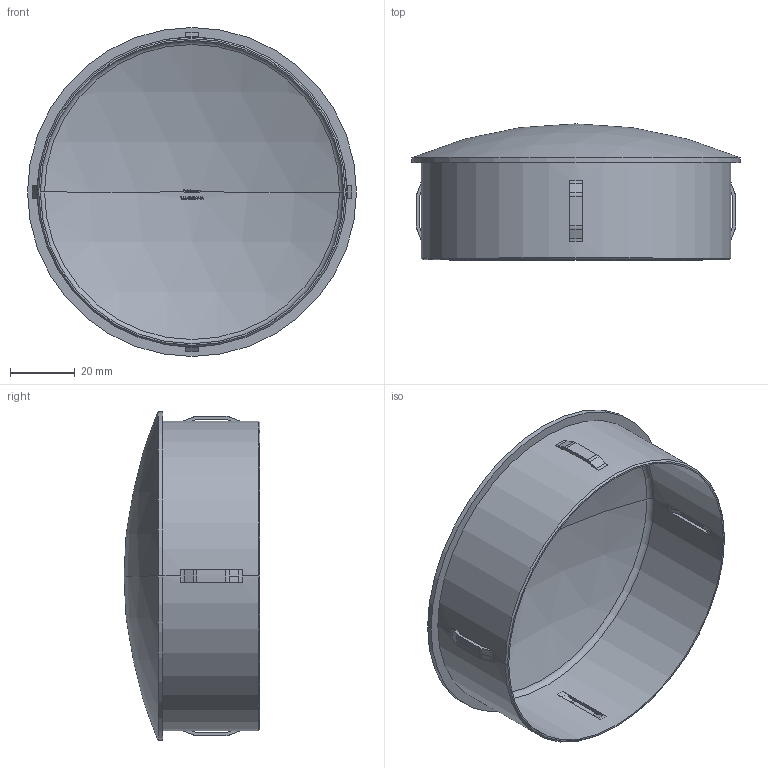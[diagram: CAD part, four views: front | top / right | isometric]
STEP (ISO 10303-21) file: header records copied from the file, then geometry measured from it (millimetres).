
FILE_DESCRIPTION (( 'STEP AP203' ), '1' );
FILE_NAME ('166-1010-V4A.STEP', '2018-12-07T07:25:31', ( '' ), ( '' ), 'SwSTEP 2.0', 'SolidWorks 2015', '' );
FILE_SCHEMA (( 'CONFIG_CONTROL_DESIGN' ));
Length unit declared in the file: millimetre
Products named in the file (1): 166-1010-V4A
Bounding box: 101.6 x 42 x 101.6 mm (x, y, z)
Volume: 22609.3 mm3; surface area: 35814.4 mm2
Topology: 1 solids, 1 shells, 341 faces, 944 edges, 616 vertices
Faces by surface type: plane 135, bspline 84, sphere 42, torus 42, cone 22, cylinder 16
Entity records: 14842 total; most frequent: CARTESIAN_POINT 6488, ORIENTED_EDGE 1888, DIRECTION 1553, EDGE_CURVE 944, AXIS2_PLACEMENT_3D 643, VERTEX_POINT 616, CIRCLE 385, EDGE_LOOP 368
